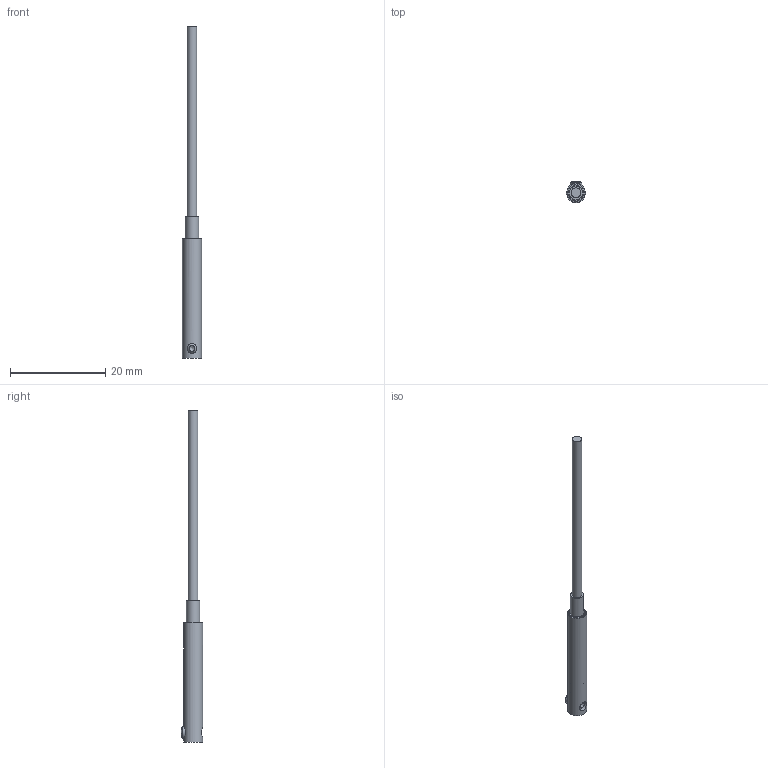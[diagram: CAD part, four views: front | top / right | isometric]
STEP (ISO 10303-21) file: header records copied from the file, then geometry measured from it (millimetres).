
FILE_DESCRIPTION(/* description */ ('DISO X xxx'),/* implementation_level */ '2;1');
FILE_NAME(/* name */ 'mzec4.0.stp',/* time_stamp */ '2015-07-22T10:23:49+02:00',/* author */ ('lsa'),/* organization */ (''),/* preprocessor_version */ 'ST-DEVELOPER v15.6',/* originating_system */ 'Autodesk Inventor 2015',/* authorisation */ '');
FILE_SCHEMA (('AUTOMOTIVE_DESIGN { 1 0 10303 214 3 1 1 }'));
Length unit declared in the file: millimetre
Products named in the file (1): Bauteil179
Bounding box: 4 x 4.47 x 69.65 mm (x, y, z)
Volume: 436.7 mm3; surface area: 704.9 mm2
Topology: 1 solids, 2 shells, 33 faces, 65 edges, 39 vertices
Faces by surface type: plane 19, cylinder 7, cone 6, torus 1
Full cylindrical faces by diameter (mm): 2 x1, 2.013 x1, 2.5 x1, 2.78 x1, 3.7 x2, 4 x1
Entity records: 824 total; most frequent: CARTESIAN_POINT 172, DIRECTION 130, ORIENTED_EDGE 84, AXIS2_PLACEMENT_3D 56, EDGE_LOOP 50, EDGE_CURVE 42, FACE_OUTER_BOUND 33, ADVANCED_FACE 33
